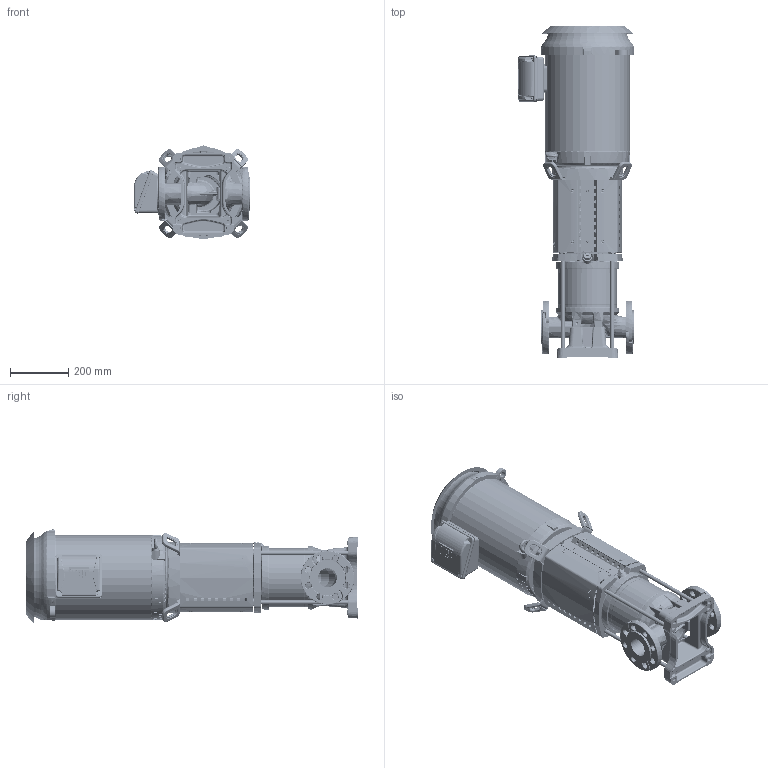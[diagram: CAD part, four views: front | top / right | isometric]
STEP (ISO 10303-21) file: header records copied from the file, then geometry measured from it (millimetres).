
FILE_DESCRIPTION(/* description */ (''),/* implementation_level */ '2;1');
FILE_NAME(/* name */ '2700878 - HELIX V190-02-1_A3_E_KS_N_15_3_Shrinkwrap_1.stp',/* time_stamp */ '2022-03-25T15:56:50-05:00',/* author */ ('faliszekte'),/* organization */ (''),/* preprocessor_version */ 'ST-DEVELOPER v18.1',/* originating_system */ 'Autodesk Inventor 2021',/* authorisation */ '');
FILE_SCHEMA (('AUTOMOTIVE_DESIGN { 1 0 10303 214 3 1 1 }'));
Length unit declared in the file: inch
Products named in the file (1): 2700878 - HELIX V190-02-1_A3_E_KS_N_15_3_Shrinkwrap_1
Bounding box: 400.85 x 1143.9 x 323.34 mm (x, y, z)
Volume: 22190601.7 mm3; surface area: 2673747.6 mm2
Topology: 3 solids, 90 shells, 5005 faces, 14776 edges, 9625 vertices
Faces by surface type: cylinder 1594, bspline 1296, plane 1209, cone 423, torus 408, sphere 75
Full cylindrical faces by diameter (mm): 0.833 x4, 2 x2, 4 x2, 4.5 x1, 4.918 x5, 6 x2, 8 x8, 8.9 x4, 9.5 x3, 10.25 x3, 14 x10, 14.376 x168, 16 x168, 16.662 x1, 17.5 x1, 18 x8, 18.64 x1, 20.813 x1, 31 x1, 47.6 x1, 76 x2, 88 x1, 110.3 x3, 114 x1, 117 x2, 119.6 x1, 200 x1, 203 x3, 204 x1, 215.9 x1
Entity records: 353544 total; most frequent: CARTESIAN_POINT 227652, ORIENTED_EDGE 26321, DIRECTION 22926, EDGE_CURVE 14687, VERTEX_POINT 9625, AXIS2_PLACEMENT_3D 8995, EDGE_LOOP 5298, FACE_OUTER_BOUND 5005
